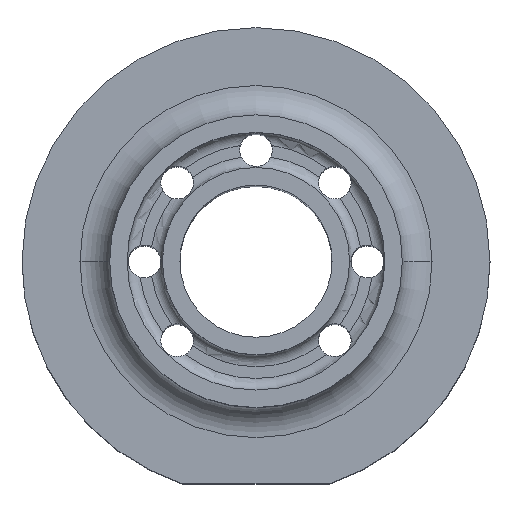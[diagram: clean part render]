
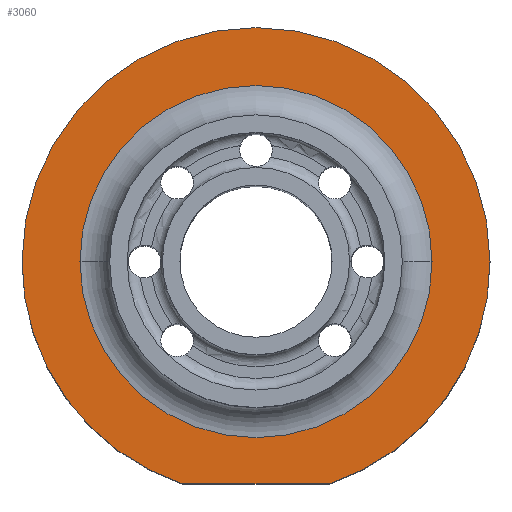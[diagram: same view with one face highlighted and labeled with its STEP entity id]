
A CAD part, top view. The second image highlights one B-rep face of the part: STEP entity #3060.
In plain terms, the highlighted planar face has unit normal (0, 0, 1).
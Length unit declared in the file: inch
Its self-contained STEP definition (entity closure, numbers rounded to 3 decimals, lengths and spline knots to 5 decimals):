
#73 = DIRECTION ( 'NONE',  ( 1., 0., 0. ) ) ;
#159 = VERTEX_POINT ( 'NONE', #1865 ) ;
#170 = EDGE_CURVE ( 'NONE', #707, #159, #2693, .T. ) ;
#196 = AXIS2_PLACEMENT_3D ( 'NONE', #1659, #2131, #668 ) ;
#333 = ORIENTED_EDGE ( 'NONE', *, *, #622, .F. ) ;
#343 = CIRCLE ( 'NONE', #2209, 1.185 ) ;
#458 = AXIS2_PLACEMENT_3D ( 'NONE', #2341, #897, #2594 ) ;
#622 = EDGE_CURVE ( 'NONE', #2725, #1280, #343, .T. ) ;
#624 = VERTEX_POINT ( 'NONE', #1202 ) ;
#668 = DIRECTION ( 'NONE',  ( -1., 0., 0. ) ) ;
#692 = VERTEX_POINT ( 'NONE', #1933 ) ;
#707 = VERTEX_POINT ( 'NONE', #2314 ) ;
#834 = ORIENTED_EDGE ( 'NONE', *, *, #836, .T. ) ;
#836 = EDGE_CURVE ( 'NONE', #159, #692, #1916, .T. ) ;
#897 = DIRECTION ( 'NONE',  ( 0., 0., 1. ) ) ;
#906 = ORIENTED_EDGE ( 'NONE', *, *, #170, .T. ) ;
#1043 = VECTOR ( 'NONE', #2823, 39.37008 ) ;
#1056 = CARTESIAN_POINT ( 'NONE',  ( 0., 0., -2.45804 ) ) ;
#1102 = DIRECTION ( 'NONE',  ( 0., 0., 1. ) ) ;
#1202 = CARTESIAN_POINT ( 'NONE',  ( 0.49176, -1.49626, -2.45804 ) ) ;
#1280 = VERTEX_POINT ( 'NONE', #2881 ) ;
#1307 = DIRECTION ( 'NONE',  ( 1., 0., 0. ) ) ;
#1375 = CARTESIAN_POINT ( 'NONE',  ( -1.185, 0., -2.45804 ) ) ;
#1432 = ORIENTED_EDGE ( 'NONE', *, *, #1733, .F. ) ;
#1452 = CARTESIAN_POINT ( 'NONE',  ( 0., 0., -2.45804 ) ) ;
#1556 = DIRECTION ( 'NONE',  ( 0., 0., 1. ) ) ;
#1607 = FACE_OUTER_BOUND ( 'NONE', #2450, .T. ) ;
#1659 = CARTESIAN_POINT ( 'NONE',  ( 0., 1.575, -2.45804 ) ) ;
#1701 = DIRECTION ( 'NONE',  ( 1., 0., 0. ) ) ;
#1733 = EDGE_CURVE ( 'NONE', #1280, #2725, #2894, .T. ) ;
#1823 = AXIS2_PLACEMENT_3D ( 'NONE', #1056, #2761, #1307 ) ;
#1865 = CARTESIAN_POINT ( 'NONE',  ( -1.575, 0., -2.45804 ) ) ;
#1882 = PLANE ( 'NONE',  #196 ) ;
#1916 = CIRCLE ( 'NONE', #1823, 1.575 ) ;
#1933 = CARTESIAN_POINT ( 'NONE',  ( -0.49176, -1.49626, -2.45804 ) ) ;
#2131 = DIRECTION ( 'NONE',  ( 0., 0., -1. ) ) ;
#2175 = FACE_BOUND ( 'NONE', #2247, .T. ) ;
#2209 = AXIS2_PLACEMENT_3D ( 'NONE', #1452, #3157, #1701 ) ;
#2247 = EDGE_LOOP ( 'NONE', ( #1432, #333 ) ) ;
#2313 = AXIS2_PLACEMENT_3D ( 'NONE', #2554, #1102, #2810 ) ;
#2314 = CARTESIAN_POINT ( 'NONE',  ( 1.575, 0., -2.45804 ) ) ;
#2315 = LINE ( 'NONE', #3071, #1043 ) ;
#2341 = CARTESIAN_POINT ( 'NONE',  ( 0., 0., -2.45804 ) ) ;
#2450 = EDGE_LOOP ( 'NONE', ( #3050, #906, #834, #2701 ) ) ;
#2554 = CARTESIAN_POINT ( 'NONE',  ( 0., 0., -2.45804 ) ) ;
#2594 = DIRECTION ( 'NONE',  ( 1., 0., 0. ) ) ;
#2606 = EDGE_CURVE ( 'NONE', #624, #707, #2792, .T. ) ;
#2693 = CIRCLE ( 'NONE', #458, 1.575 ) ;
#2701 = ORIENTED_EDGE ( 'NONE', *, *, #2975, .T. ) ;
#2725 = VERTEX_POINT ( 'NONE', #1375 ) ;
#2761 = DIRECTION ( 'NONE',  ( 0., 0., 1. ) ) ;
#2792 = CIRCLE ( 'NONE', #2313, 1.575 ) ;
#2810 = DIRECTION ( 'NONE',  ( 1., 0., 0. ) ) ;
#2823 = DIRECTION ( 'NONE',  ( 1., 0., 0. ) ) ;
#2881 = CARTESIAN_POINT ( 'NONE',  ( 1.185, 0., -2.45804 ) ) ;
#2894 = CIRCLE ( 'NONE', #3073, 1.185 ) ;
#2975 = EDGE_CURVE ( 'NONE', #692, #624, #2315, .T. ) ;
#3013 = CARTESIAN_POINT ( 'NONE',  ( 0., 0., -2.45804 ) ) ;
#3050 = ORIENTED_EDGE ( 'NONE', *, *, #2606, .T. ) ;
#3060 = ADVANCED_FACE ( 'NONE', ( #2175, #1607 ), #1882, .F. ) ;
#3071 = CARTESIAN_POINT ( 'NONE',  ( 0., -1.49626, -2.45804 ) ) ;
#3073 = AXIS2_PLACEMENT_3D ( 'NONE', #3013, #1556, #73 ) ;
#3157 = DIRECTION ( 'NONE',  ( 0., 0., 1. ) ) ;
